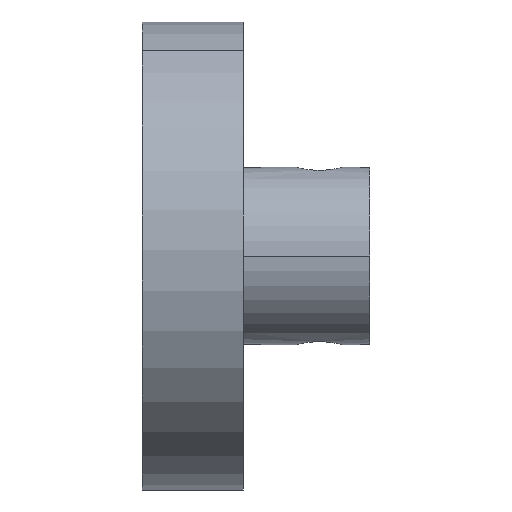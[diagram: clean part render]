
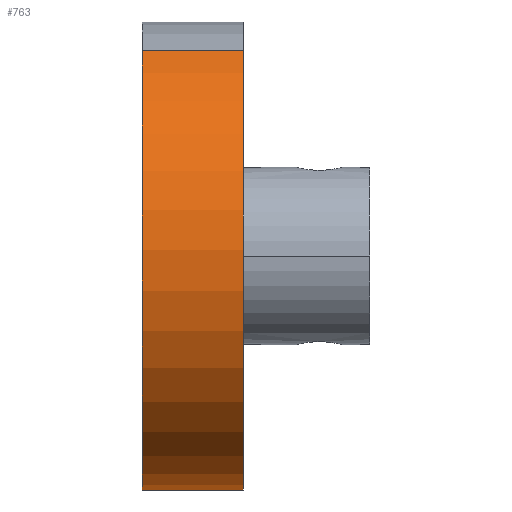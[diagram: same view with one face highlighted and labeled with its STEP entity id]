
A CAD part, front view. The second image highlights one B-rep face of the part: STEP entity #763.
In plain terms, the highlighted cylindrical face has radius 18.5 mm (diameter 37 mm), a partial arc.
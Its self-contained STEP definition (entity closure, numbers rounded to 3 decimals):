
#337=CARTESIAN_POINT('Vertex',(22.16,8.869,-16.235)) ;
#339=CARTESIAN_POINT('Vertex',(22.16,-8.869,16.235)) ;
#342=CARTESIAN_POINT('Axis2P3D Location',(22.16,0.,0.)) ;
#721=CARTESIAN_POINT('Axis2P3D Location',(18.16,0.,0.)) ;
#726=CARTESIAN_POINT('Line Origine',(18.16,-8.869,16.235)) ;
#730=CARTESIAN_POINT('Vertex',(14.16,-8.869,16.235)) ;
#733=CARTESIAN_POINT('Line Origine',(18.16,8.869,-16.235)) ;
#737=CARTESIAN_POINT('Vertex',(14.16,8.869,-16.235)) ;
#752=CARTESIAN_POINT('Axis2P3D Location',(14.16,0.,0.)) ;
#343=DIRECTION('Axis2P3D Direction',(1.,0.,0.)) ;
#722=DIRECTION('Axis2P3D Direction',(1.,0.,0.)) ;
#723=DIRECTION('Axis2P3D XDirection',(0.,-0.479,0.878)) ;
#727=DIRECTION('Vector Direction',(1.,0.,0.)) ;
#734=DIRECTION('Vector Direction',(1.,0.,0.)) ;
#753=DIRECTION('Axis2P3D Direction',(1.,0.,0.)) ;
#344=AXIS2_PLACEMENT_3D('Circle Axis2P3D',#342,#343,$) ;
#724=AXIS2_PLACEMENT_3D('Cylinder Axis2P3D',#721,#722,#723) ;
#754=AXIS2_PLACEMENT_3D('Circle Axis2P3D',#752,#753,$) ;
#758=ORIENTED_EDGE('',*,*,#739,.T.) ;
#759=ORIENTED_EDGE('',*,*,#346,.F.) ;
#760=ORIENTED_EDGE('',*,*,#732,.F.) ;
#761=ORIENTED_EDGE('',*,*,#756,.T.) ;
#728=VECTOR('Line Direction',#727,1.) ;
#735=VECTOR('Line Direction',#734,1.) ;
#763=ADVANCED_FACE('Corps principal',(#762),#725,.T.) ;
#345=CIRCLE('generated circle',#344,18.5) ;
#755=CIRCLE('generated circle',#754,18.5) ;
#725=CYLINDRICAL_SURFACE('generated cylinder',#724,18.5) ;
#346=EDGE_CURVE('',#340,#338,#345,.T.) ;
#732=EDGE_CURVE('',#731,#340,#729,.T.) ;
#739=EDGE_CURVE('',#738,#338,#736,.T.) ;
#756=EDGE_CURVE('',#731,#738,#755,.T.) ;
#757=EDGE_LOOP('',(#758,#759,#760,#761)) ;
#762=FACE_OUTER_BOUND('',#757,.T.) ;
#729=LINE('Line',#726,#728) ;
#736=LINE('Line',#733,#735) ;
#338=VERTEX_POINT('',#337) ;
#340=VERTEX_POINT('',#339) ;
#731=VERTEX_POINT('',#730) ;
#738=VERTEX_POINT('',#737) ;
